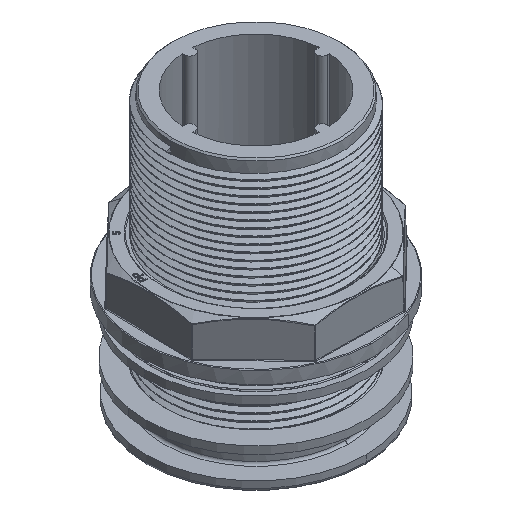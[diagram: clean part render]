
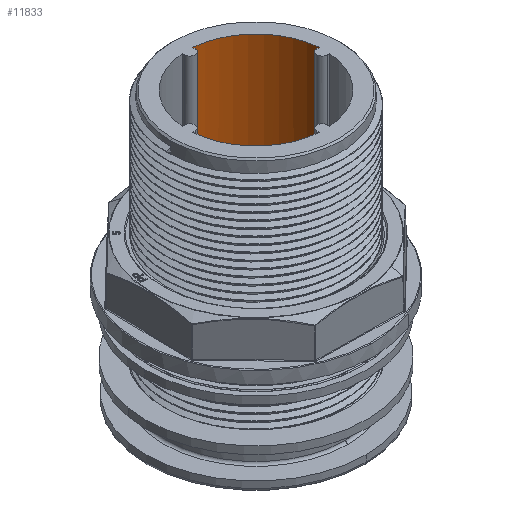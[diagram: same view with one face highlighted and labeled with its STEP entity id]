
A CAD part, isometric view. The second image highlights one B-rep face of the part: STEP entity #11833.
In plain terms, the highlighted cylindrical face has radius 22.75 mm (diameter 45.5 mm), a partial arc.
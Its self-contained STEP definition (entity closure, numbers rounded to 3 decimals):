
#475 = CARTESIAN_POINT ( 'NONE',  ( 22.685, 1.721, 24.522 ) ) ;
#710 = EDGE_CURVE ( 'NONE', #24913, #15584, #19711, .T. ) ;
#1036 = VERTEX_POINT ( 'NONE', #17745 ) ;
#1530 = EDGE_CURVE ( 'NONE', #24913, #15940, #15699, .T. ) ;
#2044 = ORIENTED_EDGE ( 'NONE', *, *, #12483, .F. ) ;
#2125 = CARTESIAN_POINT ( 'NONE',  ( 22.683, 1.75, 91.5 ) ) ;
#2306 = CARTESIAN_POINT ( 'NONE',  ( 22.708, 1.378, 21. ) ) ;
#2548 = DIRECTION ( 'NONE',  ( -1., 0., 0. ) ) ;
#3722 = CARTESIAN_POINT ( 'NONE',  ( 1.688, 22.687, 24.033 ) ) ;
#3995 = CARTESIAN_POINT ( 'NONE',  ( 1.665, 22.689, 23.666 ) ) ;
#4398 = CARTESIAN_POINT ( 'NONE',  ( 22.691, 1.634, 23.226 ) ) ;
#4533 = CARTESIAN_POINT ( 'NONE',  ( 22.694, 1.601, 22.813 ) ) ;
#4814 = DIRECTION ( 'NONE',  ( 0., 0., 1. ) ) ;
#5073 = DIRECTION ( 'NONE',  ( 0., 0., -1. ) ) ;
#5633 = CYLINDRICAL_SURFACE ( 'NONE', #9479, 22.75 ) ;
#5817 = CARTESIAN_POINT ( 'NONE',  ( 1.668, 22.689, 23.705 ) ) ;
#6874 = CIRCLE ( 'NONE', #15349, 22.75 ) ;
#7044 = CARTESIAN_POINT ( 'NONE',  ( 22.683, 1.75, 26.315 ) ) ;
#7171 = ORIENTED_EDGE ( 'NONE', *, *, #19699, .T. ) ;
#7192 = AXIS2_PLACEMENT_3D ( 'NONE', #16790, #8003, #10073 ) ;
#8003 = DIRECTION ( 'NONE',  ( 0., 0., 1. ) ) ;
#9003 = CARTESIAN_POINT ( 'NONE',  ( 22.683, 1.75, 25.41 ) ) ;
#9479 = AXIS2_PLACEMENT_3D ( 'NONE', #10220, #9949, #18478 ) ;
#9949 = DIRECTION ( 'NONE',  ( 0., 0., -1. ) ) ;
#9994 = CARTESIAN_POINT ( 'NONE',  ( 1.743, 22.683, 25.415 ) ) ;
#10031 = ORIENTED_EDGE ( 'NONE', *, *, #11463, .T. ) ;
#10073 = DIRECTION ( 'NONE',  ( 1., 0., 0. ) ) ;
#10128 = CARTESIAN_POINT ( 'NONE',  ( 1.504, 22.701, 21.785 ) ) ;
#10220 = CARTESIAN_POINT ( 'NONE',  ( 0., 0., 91.5 ) ) ;
#10358 = ORIENTED_EDGE ( 'NONE', *, *, #710, .T. ) ;
#10577 = CARTESIAN_POINT ( 'NONE',  ( 22.683, 1.75, 26.315 ) ) ;
#10902 = CARTESIAN_POINT ( 'NONE',  ( 1.75, 22.683, 91.5 ) ) ;
#11065 = CARTESIAN_POINT ( 'NONE',  ( 0., 0., 21. ) ) ;
#11275 = VECTOR ( 'NONE', #4814, 1000. ) ;
#11463 = EDGE_CURVE ( 'NONE', #14204, #15940, #16311, .T. ) ;
#11731 = ORIENTED_EDGE ( 'NONE', *, *, #1530, .F. ) ;
#11833 = ADVANCED_FACE ( 'NONE', ( #19022 ), #5633, .F. ) ;
#12243 = CARTESIAN_POINT ( 'NONE',  ( 1.666, 22.689, 23.678 ) ) ;
#12483 = EDGE_CURVE ( 'NONE', #1036, #15584, #15434, .T. ) ;
#13064 = CARTESIAN_POINT ( 'NONE',  ( 22.69, 1.65, 23.437 ) ) ;
#13197 = CARTESIAN_POINT ( 'NONE',  ( 22.701, 1.497, 21.81 ) ) ;
#13335 = CARTESIAN_POINT ( 'NONE',  ( 22.696, 1.568, 22.472 ) ) ;
#14031 = EDGE_LOOP ( 'NONE', ( #11731, #10358, #2044, #24756, #7171, #10031 ) ) ;
#14201 = VECTOR ( 'NONE', #5073, 1000. ) ;
#14204 = VERTEX_POINT ( 'NONE', #15543 ) ;
#14611 = CARTESIAN_POINT ( 'NONE',  ( 1.67, 22.689, 23.746 ) ) ;
#15349 = AXIS2_PLACEMENT_3D ( 'NONE', #11065, #25739, #2548 ) ;
#15421 = CARTESIAN_POINT ( 'NONE',  ( 22.683, 1.75, 91.5 ) ) ;
#15434 = LINE ( 'NONE', #23954, #11275 ) ;
#15543 = CARTESIAN_POINT ( 'NONE',  ( 22.708, 1.378, 21. ) ) ;
#15584 = VERTEX_POINT ( 'NONE', #10902 ) ;
#15699 = LINE ( 'NONE', #15421, #14201 ) ;
#15940 = VERTEX_POINT ( 'NONE', #10577 ) ;
#16311 = B_SPLINE_CURVE_WITH_KNOTS ( 'NONE', 3,
 ( #2306, #23678, #13197, #13335, #4533, #4398, #13064, #19331, #26180, #19612, #21845, #475, #9003, #7044 ),
 .UNSPECIFIED., .F., .F.,
 ( 4, 2, 1, 1, 1, 1, 2, 2, 4 ),
 ( 0., 0.25, 0.375, 0.437, 0.469, 0.484, 0.492, 0.5, 1. ),
 .UNSPECIFIED. ) ;
#16432 = CARTESIAN_POINT ( 'NONE',  ( 1.721, 22.685, 24.748 ) ) ;
#16790 = CARTESIAN_POINT ( 'NONE',  ( 0., 0., 91.5 ) ) ;
#17745 = CARTESIAN_POINT ( 'NONE',  ( 1.75, 22.683, 26.315 ) ) ;
#18478 = DIRECTION ( 'NONE',  ( -1., 0., 0. ) ) ;
#18664 = CARTESIAN_POINT ( 'NONE',  ( 1.378, 22.708, 21. ) ) ;
#19022 = FACE_OUTER_BOUND ( 'NONE', #14031, .T. ) ;
#19331 = CARTESIAN_POINT ( 'NONE',  ( 22.69, 1.657, 23.543 ) ) ;
#19612 = CARTESIAN_POINT ( 'NONE',  ( 22.689, 1.662, 23.619 ) ) ;
#19699 = EDGE_CURVE ( 'NONE', #25200, #14204, #6874, .T. ) ;
#19711 = CIRCLE ( 'NONE', #7192, 22.75 ) ;
#20113 = CARTESIAN_POINT ( 'NONE',  ( 1.378, 22.708, 21. ) ) ;
#21022 = CARTESIAN_POINT ( 'NONE',  ( 1.6, 22.694, 22.669 ) ) ;
#21845 = CARTESIAN_POINT ( 'NONE',  ( 22.689, 1.663, 23.636 ) ) ;
#22264 = EDGE_CURVE ( 'NONE', #1036, #25200, #25324, .T. ) ;
#22726 = CARTESIAN_POINT ( 'NONE',  ( 1.75, 22.683, 25.863 ) ) ;
#22997 = CARTESIAN_POINT ( 'NONE',  ( 1.708, 22.686, 24.417 ) ) ;
#23678 = CARTESIAN_POINT ( 'NONE',  ( 22.704, 1.441, 21.393 ) ) ;
#23954 = CARTESIAN_POINT ( 'NONE',  ( 1.75, 22.683, 91.5 ) ) ;
#24756 = ORIENTED_EDGE ( 'NONE', *, *, #22264, .T. ) ;
#24913 = VERTEX_POINT ( 'NONE', #2125 ) ;
#24959 = CARTESIAN_POINT ( 'NONE',  ( 1.676, 22.688, 23.841 ) ) ;
#25200 = VERTEX_POINT ( 'NONE', #20113 ) ;
#25324 = B_SPLINE_CURVE_WITH_KNOTS ( 'NONE', 3,
 ( #26919, #22726, #9994, #16432, #22997, #3722, #24959, #14611, #5817, #12243, #3995, #21022, #10128, #18664 ),
 .UNSPECIFIED., .F., .F.,
 ( 4, 2, 1, 1, 1, 1, 2, 2, 4 ),
 ( 0., 0.25, 0.375, 0.438, 0.469, 0.484, 0.492, 0.5, 1. ),
 .UNSPECIFIED. ) ;
#25739 = DIRECTION ( 'NONE',  ( 0., 0., -1. ) ) ;
#26180 = CARTESIAN_POINT ( 'NONE',  ( 22.689, 1.66, 23.589 ) ) ;
#26919 = CARTESIAN_POINT ( 'NONE',  ( 1.75, 22.683, 26.315 ) ) ;
